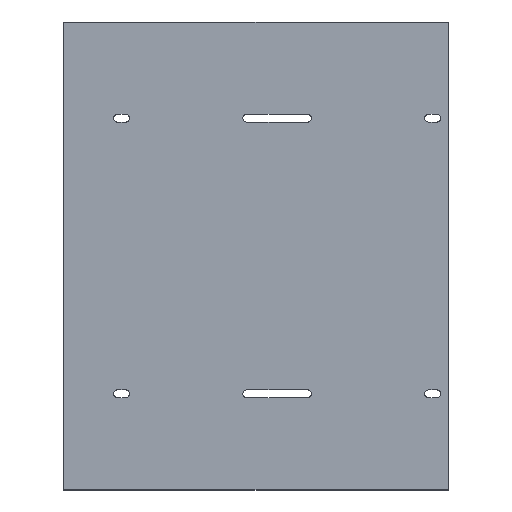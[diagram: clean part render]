
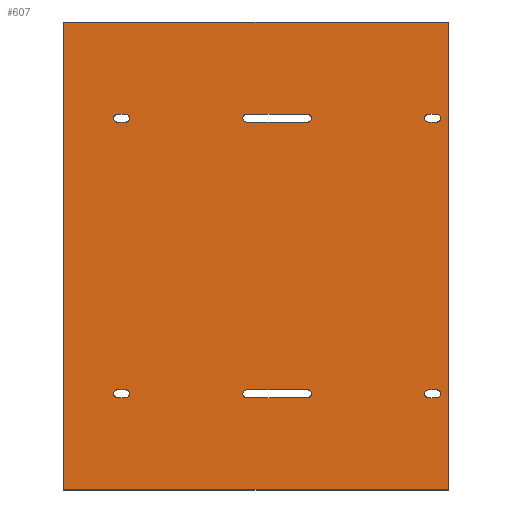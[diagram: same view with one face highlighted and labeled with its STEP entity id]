
A CAD part, top view. The second image highlights one B-rep face of the part: STEP entity #607.
In plain terms, the highlighted planar face has unit normal (0, 0, 1).
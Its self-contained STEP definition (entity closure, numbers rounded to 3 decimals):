
#13=FACE_BOUND($,#101,.T.);
#14=FACE_BOUND($,#102,.T.);
#15=FACE_BOUND($,#103,.T.);
#16=FACE_BOUND($,#104,.T.);
#17=FACE_BOUND($,#105,.T.);
#18=FACE_BOUND($,#106,.T.);
#19=FACE_BOUND($,#107,.T.);
#43=PLANE($,#664);
#101=EDGE_LOOP($,(#511,#512,#513,#514));
#102=EDGE_LOOP($,(#515,#516,#517,#518));
#103=EDGE_LOOP($,(#519,#520,#521,#522));
#104=EDGE_LOOP($,(#523,#524,#525,#526));
#105=EDGE_LOOP($,(#527,#528,#529,#530));
#106=EDGE_LOOP($,(#531,#532,#533,#534));
#107=EDGE_LOOP($,(#535,#536,#537,#538));
#118=LINE($,#850,#178);
#122=LINE($,#860,#182);
#125=LINE($,#868,#185);
#129=LINE($,#880,#189);
#134=LINE($,#898,#194);
#138=LINE($,#908,#198);
#142=LINE($,#922,#202);
#146=LINE($,#932,#206);
#149=LINE($,#940,#209);
#153=LINE($,#952,#213);
#157=LINE($,#964,#217);
#161=LINE($,#976,#221);
#165=LINE($,#988,#225);
#168=LINE($,#994,#228);
#171=LINE($,#1000,#231);
#174=LINE($,#1004,#234);
#178=VECTOR($,#679,23.);
#182=VECTOR($,#691,23.);
#185=VECTOR($,#696,3.);
#189=VECTOR($,#708,3.);
#194=VECTOR($,#727,3.);
#198=VECTOR($,#739,3.);
#202=VECTOR($,#751,3.);
#206=VECTOR($,#763,3.);
#209=VECTOR($,#768,3.);
#213=VECTOR($,#780,3.);
#217=VECTOR($,#792,23.);
#221=VECTOR($,#804,23.);
#225=VECTOR($,#816,177.5);
#228=VECTOR($,#821,146.);
#231=VECTOR($,#826,177.5);
#234=VECTOR($,#831,146.);
#236=CIRCLE($,#614,1.5);
#238=CIRCLE($,#618,1.5);
#240=CIRCLE($,#623,1.5);
#242=CIRCLE($,#627,1.5);
#244=CIRCLE($,#630,1.5);
#246=CIRCLE($,#634,1.5);
#248=CIRCLE($,#638,1.5);
#250=CIRCLE($,#642,1.5);
#252=CIRCLE($,#647,1.5);
#254=CIRCLE($,#651,1.5);
#256=CIRCLE($,#655,1.5);
#258=CIRCLE($,#659,1.5);
#261=VERTEX_POINT($,#841);
#262=VERTEX_POINT($,#843);
#264=VERTEX_POINT($,#849);
#266=VERTEX_POINT($,#855);
#269=VERTEX_POINT($,#865);
#270=VERTEX_POINT($,#867);
#272=VERTEX_POINT($,#873);
#274=VERTEX_POINT($,#879);
#277=VERTEX_POINT($,#889);
#278=VERTEX_POINT($,#891);
#280=VERTEX_POINT($,#897);
#282=VERTEX_POINT($,#903);
#285=VERTEX_POINT($,#913);
#286=VERTEX_POINT($,#915);
#288=VERTEX_POINT($,#921);
#290=VERTEX_POINT($,#927);
#293=VERTEX_POINT($,#937);
#294=VERTEX_POINT($,#939);
#296=VERTEX_POINT($,#945);
#298=VERTEX_POINT($,#951);
#301=VERTEX_POINT($,#961);
#302=VERTEX_POINT($,#963);
#304=VERTEX_POINT($,#969);
#306=VERTEX_POINT($,#975);
#309=VERTEX_POINT($,#985);
#310=VERTEX_POINT($,#987);
#312=VERTEX_POINT($,#993);
#314=VERTEX_POINT($,#999);
#317=EDGE_CURVE($,#262,#261,#236,.T.);
#320=EDGE_CURVE($,#264,#262,#118,.T.);
#323=EDGE_CURVE($,#266,#264,#238,.T.);
#326=EDGE_CURVE($,#261,#266,#122,.T.);
#329=EDGE_CURVE($,#270,#269,#125,.T.);
#332=EDGE_CURVE($,#272,#270,#240,.T.);
#335=EDGE_CURVE($,#274,#272,#129,.T.);
#338=EDGE_CURVE($,#269,#274,#242,.T.);
#341=EDGE_CURVE($,#278,#277,#244,.T.);
#344=EDGE_CURVE($,#280,#278,#134,.T.);
#347=EDGE_CURVE($,#282,#280,#246,.T.);
#350=EDGE_CURVE($,#277,#282,#138,.T.);
#353=EDGE_CURVE($,#286,#285,#248,.T.);
#356=EDGE_CURVE($,#288,#286,#142,.T.);
#359=EDGE_CURVE($,#290,#288,#250,.T.);
#362=EDGE_CURVE($,#285,#290,#146,.T.);
#365=EDGE_CURVE($,#294,#293,#149,.T.);
#368=EDGE_CURVE($,#296,#294,#252,.T.);
#371=EDGE_CURVE($,#298,#296,#153,.T.);
#374=EDGE_CURVE($,#293,#298,#254,.T.);
#377=EDGE_CURVE($,#302,#301,#157,.T.);
#380=EDGE_CURVE($,#304,#302,#256,.T.);
#383=EDGE_CURVE($,#306,#304,#161,.T.);
#386=EDGE_CURVE($,#301,#306,#258,.T.);
#389=EDGE_CURVE($,#310,#309,#165,.T.);
#392=EDGE_CURVE($,#312,#310,#168,.T.);
#395=EDGE_CURVE($,#314,#312,#171,.T.);
#398=EDGE_CURVE($,#309,#314,#174,.T.);
#511=ORIENTED_EDGE($,*,*,#323,.T.);
#512=ORIENTED_EDGE($,*,*,#320,.T.);
#513=ORIENTED_EDGE($,*,*,#317,.T.);
#514=ORIENTED_EDGE($,*,*,#326,.T.);
#515=ORIENTED_EDGE($,*,*,#335,.T.);
#516=ORIENTED_EDGE($,*,*,#332,.T.);
#517=ORIENTED_EDGE($,*,*,#329,.T.);
#518=ORIENTED_EDGE($,*,*,#338,.T.);
#519=ORIENTED_EDGE($,*,*,#347,.T.);
#520=ORIENTED_EDGE($,*,*,#344,.T.);
#521=ORIENTED_EDGE($,*,*,#341,.T.);
#522=ORIENTED_EDGE($,*,*,#350,.T.);
#523=ORIENTED_EDGE($,*,*,#359,.T.);
#524=ORIENTED_EDGE($,*,*,#356,.T.);
#525=ORIENTED_EDGE($,*,*,#353,.T.);
#526=ORIENTED_EDGE($,*,*,#362,.T.);
#527=ORIENTED_EDGE($,*,*,#371,.T.);
#528=ORIENTED_EDGE($,*,*,#368,.T.);
#529=ORIENTED_EDGE($,*,*,#365,.T.);
#530=ORIENTED_EDGE($,*,*,#374,.T.);
#531=ORIENTED_EDGE($,*,*,#383,.T.);
#532=ORIENTED_EDGE($,*,*,#380,.T.);
#533=ORIENTED_EDGE($,*,*,#377,.T.);
#534=ORIENTED_EDGE($,*,*,#386,.T.);
#535=ORIENTED_EDGE($,*,*,#398,.T.);
#536=ORIENTED_EDGE($,*,*,#395,.T.);
#537=ORIENTED_EDGE($,*,*,#392,.T.);
#538=ORIENTED_EDGE($,*,*,#389,.T.);
#607=ADVANCED_FACE($,(#13,#14,#15,#16,#17,#18,#19),#43,.T.);
#614=AXIS2_PLACEMENT_3D($,#844,#673,#674);
#618=AXIS2_PLACEMENT_3D($,#856,#685,#686);
#623=AXIS2_PLACEMENT_3D($,#874,#702,#703);
#627=AXIS2_PLACEMENT_3D($,#884,#714,#715);
#630=AXIS2_PLACEMENT_3D($,#892,#721,#722);
#634=AXIS2_PLACEMENT_3D($,#904,#733,#734);
#638=AXIS2_PLACEMENT_3D($,#916,#745,#746);
#642=AXIS2_PLACEMENT_3D($,#928,#757,#758);
#647=AXIS2_PLACEMENT_3D($,#946,#774,#775);
#651=AXIS2_PLACEMENT_3D($,#956,#786,#787);
#655=AXIS2_PLACEMENT_3D($,#970,#798,#799);
#659=AXIS2_PLACEMENT_3D($,#980,#810,#811);
#664=AXIS2_PLACEMENT_3D($,#1005,#832,#833);
#673=DIRECTION('center_axis',(0.,0.,-1.));
#674=DIRECTION('ref_axis',(-1.,0.,0.));
#679=DIRECTION($,(1.,0.,0.));
#685=DIRECTION('center_axis',(0.,0.,-1.));
#686=DIRECTION('ref_axis',(1.,0.,0.));
#691=DIRECTION($,(-1.,0.,0.));
#696=DIRECTION($,(-1.,0.,0.));
#702=DIRECTION('center_axis',(0.,0.,-1.));
#703=DIRECTION('ref_axis',(0.,1.,0.));
#708=DIRECTION($,(1.,0.,0.));
#714=DIRECTION('center_axis',(0.,0.,-1.));
#715=DIRECTION('ref_axis',(1.,0.,0.));
#721=DIRECTION('center_axis',(0.,0.,-1.));
#722=DIRECTION('ref_axis',(-1.,0.,0.));
#727=DIRECTION($,(1.,0.,0.));
#733=DIRECTION('center_axis',(0.,0.,-1.));
#734=DIRECTION('ref_axis',(1.,0.,0.));
#739=DIRECTION($,(-1.,0.,0.));
#745=DIRECTION('center_axis',(0.,0.,-1.));
#746=DIRECTION('ref_axis',(-1.,0.,0.));
#751=DIRECTION($,(1.,0.,0.));
#757=DIRECTION('center_axis',(0.,0.,-1.));
#758=DIRECTION('ref_axis',(1.,0.,0.));
#763=DIRECTION($,(-1.,0.,0.));
#768=DIRECTION($,(1.,0.,0.));
#774=DIRECTION('center_axis',(0.,0.,-1.));
#775=DIRECTION('ref_axis',(0.,-1.,0.));
#780=DIRECTION($,(-1.,0.,0.));
#786=DIRECTION('center_axis',(0.,0.,-1.));
#787=DIRECTION('ref_axis',(-1.,0.,0.));
#792=DIRECTION($,(1.,0.,0.));
#798=DIRECTION('center_axis',(0.,0.,-1.));
#799=DIRECTION('ref_axis',(0.,-1.,0.));
#804=DIRECTION($,(-1.,0.,0.));
#810=DIRECTION('center_axis',(0.,0.,-1.));
#811=DIRECTION('ref_axis',(-1.,0.,0.));
#816=DIRECTION($,(0.,-1.,0.));
#821=DIRECTION($,(-1.,0.,0.));
#826=DIRECTION($,(0.,1.,0.));
#831=DIRECTION($,(1.,0.,0.));
#832=DIRECTION('center_axis',(0.,0.,1.));
#833=DIRECTION('ref_axis',(1.,0.,0.));
#841=CARTESIAN_POINT('',(92.5,139.5,5.));
#843=CARTESIAN_POINT('',(92.5,142.5,5.));
#844=CARTESIAN_POINT('Origin',(92.5,141.,5.));
#849=CARTESIAN_POINT('',(69.5,142.5,5.));
#850=CARTESIAN_POINT($,(71.25,142.5,5.));
#855=CARTESIAN_POINT('',(69.5,139.5,5.));
#856=CARTESIAN_POINT('Origin',(69.5,141.,5.));
#860=CARTESIAN_POINT($,(82.75,139.5,5.));
#865=CARTESIAN_POINT('',(138.5,35.,5.));
#867=CARTESIAN_POINT('',(141.5,35.,5.));
#868=CARTESIAN_POINT($,(107.25,35.,5.));
#873=CARTESIAN_POINT('',(141.5,38.,5.));
#874=CARTESIAN_POINT('Origin',(141.5,36.5,5.));
#879=CARTESIAN_POINT('',(138.5,38.,5.));
#880=CARTESIAN_POINT($,(105.75,38.,5.));
#884=CARTESIAN_POINT('Origin',(138.5,36.5,5.));
#889=CARTESIAN_POINT('',(23.5,139.5,5.));
#891=CARTESIAN_POINT('',(23.5,142.5,5.));
#892=CARTESIAN_POINT('Origin',(23.5,141.,5.));
#897=CARTESIAN_POINT('',(20.5,142.5,5.));
#898=CARTESIAN_POINT($,(46.75,142.5,5.));
#903=CARTESIAN_POINT('',(20.5,139.5,5.));
#904=CARTESIAN_POINT('Origin',(20.5,141.,5.));
#908=CARTESIAN_POINT($,(48.25,139.5,5.));
#913=CARTESIAN_POINT('',(23.5,35.,5.));
#915=CARTESIAN_POINT('',(23.5,38.,5.));
#916=CARTESIAN_POINT('Origin',(23.5,36.5,5.));
#921=CARTESIAN_POINT('',(20.5,38.,5.));
#922=CARTESIAN_POINT($,(46.75,38.,5.));
#927=CARTESIAN_POINT('',(20.5,35.,5.));
#928=CARTESIAN_POINT('Origin',(20.5,36.5,5.));
#932=CARTESIAN_POINT($,(48.25,35.,5.));
#937=CARTESIAN_POINT('',(141.5,142.5,5.));
#939=CARTESIAN_POINT('',(138.5,142.5,5.));
#940=CARTESIAN_POINT($,(105.75,142.5,5.));
#945=CARTESIAN_POINT('',(138.5,139.5,5.));
#946=CARTESIAN_POINT('Origin',(138.5,141.,5.));
#951=CARTESIAN_POINT('',(141.5,139.5,5.));
#952=CARTESIAN_POINT($,(107.25,139.5,5.));
#956=CARTESIAN_POINT('Origin',(141.5,141.,5.));
#961=CARTESIAN_POINT('',(92.5,38.,5.));
#963=CARTESIAN_POINT('',(69.5,38.,5.));
#964=CARTESIAN_POINT($,(71.25,38.,5.));
#969=CARTESIAN_POINT('',(69.5,35.,5.));
#970=CARTESIAN_POINT('Origin',(69.5,36.5,5.));
#975=CARTESIAN_POINT('',(92.5,35.,5.));
#976=CARTESIAN_POINT($,(82.75,35.,5.));
#980=CARTESIAN_POINT('Origin',(92.5,36.5,5.));
#985=CARTESIAN_POINT('',(0.,0.,5.));
#987=CARTESIAN_POINT('',(0.,177.5,5.));
#988=CARTESIAN_POINT($,(0.,177.5,5.));
#993=CARTESIAN_POINT('',(146.,177.5,5.));
#994=CARTESIAN_POINT($,(146.,177.5,5.));
#999=CARTESIAN_POINT('',(146.,0.,5.));
#1000=CARTESIAN_POINT($,(146.,0.,5.));
#1004=CARTESIAN_POINT($,(0.,0.,5.));
#1005=CARTESIAN_POINT('Origin',(73.,88.75,5.));
